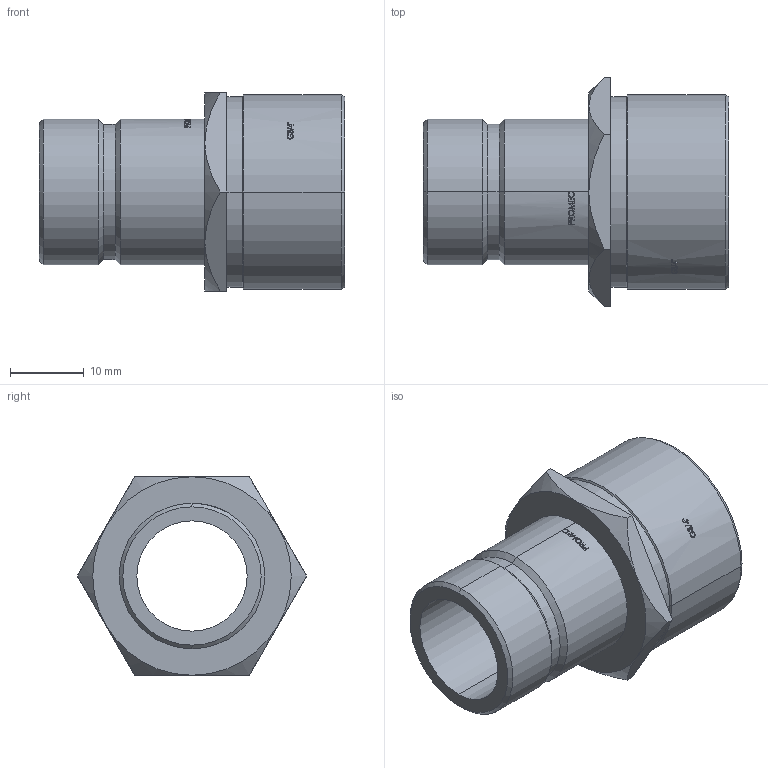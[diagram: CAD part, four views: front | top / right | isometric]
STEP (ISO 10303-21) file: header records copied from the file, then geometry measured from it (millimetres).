
FILE_DESCRIPTION (( 'STEP AP203' ), '1' );
FILE_NAME ('23ae.STEP', '2023-01-25T12:15:21', ( '' ), ( '' ), 'SwSTEP 2.0', 'SolidWorks 2019', '' );
FILE_SCHEMA (( 'CONFIG_CONTROL_DESIGN' ));
Length unit declared in the file: millimetre
Products named in the file (1): 23ae
Bounding box: 41.5 x 31.18 x 27 mm (x, y, z)
Volume: 10081.9 mm3; surface area: 5861.9 mm2
Topology: 1 solids, 1 shells, 183 faces, 467 edges, 304 vertices
Faces by surface type: bspline 106, plane 33, cylinder 28, cone 16
Entity records: 9600 total; most frequent: CARTESIAN_POINT 6025, ORIENTED_EDGE 934, EDGE_CURVE 467, DIRECTION 347, B_SPLINE_CURVE_WITH_KNOTS 342, VERTEX_POINT 304, EDGE_LOOP 203, ADVANCED_FACE 183
